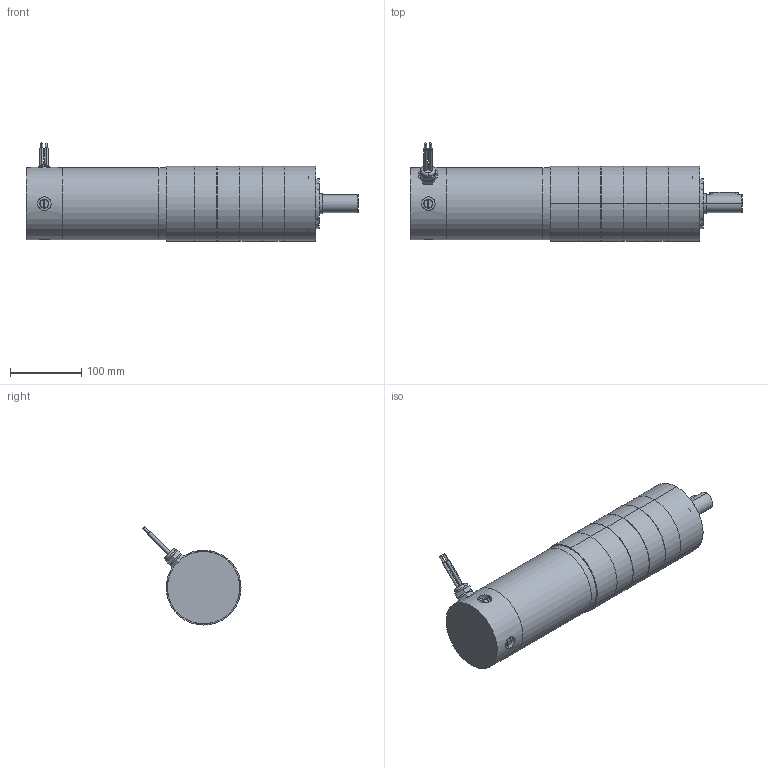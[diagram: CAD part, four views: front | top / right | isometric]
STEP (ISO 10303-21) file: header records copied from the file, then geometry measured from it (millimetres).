
FILE_DESCRIPTION (( 'STEP AP203' ), '1' );
FILE_NAME ('S40-775HKE-NRS_GP105-L4.step', '2025-06-24T20:02:11', ( '' ), ( '' ), 'SwSTEP 2.0', 'SolidWorks 2017', '' );
FILE_SCHEMA (( 'CONFIG_CONTROL_DESIGN' ));
Length unit declared in the file: millimetre
Products named in the file (1): S40-775HKE-NRS_GP105-L4
Bounding box: 465.77 x 137.62 x 137.62 mm (x, y, z)
Volume: 3456992.6 mm3; surface area: 270758.1 mm2
Topology: 17 solids, 17 shells, 785 faces, 1765 edges, 1059 vertices
Faces by surface type: cone 307, cylinder 291, plane 185, torus 2
Entity records: 22269 total; most frequent: DIRECTION 4182, CARTESIAN_POINT 4112, ORIENTED_EDGE 3494, EDGE_CURVE 1747, AXIS2_PLACEMENT_3D 1665, VERTEX_POINT 1059, CIRCLE 879, EDGE_LOOP 864
